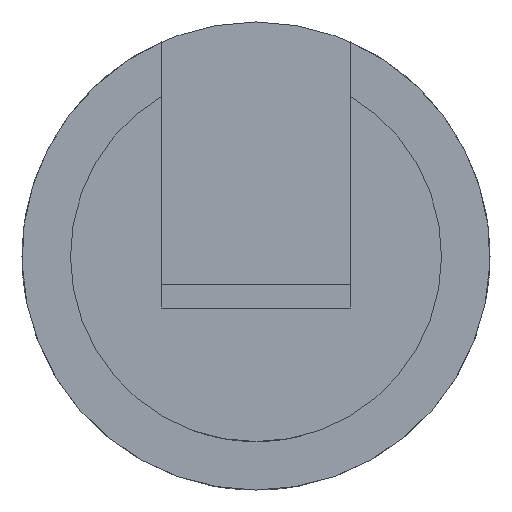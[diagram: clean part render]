
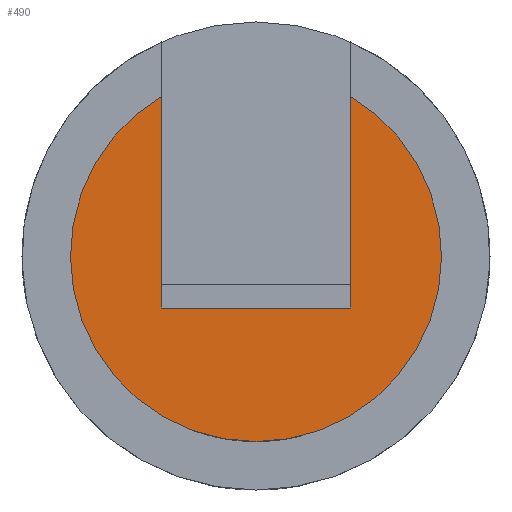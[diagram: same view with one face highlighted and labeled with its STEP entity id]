
A CAD part, front view. The second image highlights one B-rep face of the part: STEP entity #490.
In plain terms, the highlighted planar face has unit normal (0, -1, 0).
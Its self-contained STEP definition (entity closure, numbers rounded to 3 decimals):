
#36=CIRCLE('',#542,1.994);
#108=ORIENTED_EDGE('',*,*,#212,.F.);
#109=ORIENTED_EDGE('',*,*,#227,.F.);
#110=ORIENTED_EDGE('',*,*,#222,.F.);
#111=ORIENTED_EDGE('',*,*,#228,.F.);
#212=EDGE_CURVE('',#272,#273,#312,.T.);
#222=EDGE_CURVE('',#281,#282,#322,.T.);
#227=EDGE_CURVE('',#282,#272,#36,.T.);
#228=EDGE_CURVE('',#273,#281,#327,.T.);
#272=VERTEX_POINT('',#785);
#273=VERTEX_POINT('',#787);
#281=VERTEX_POINT('',#805);
#282=VERTEX_POINT('',#807);
#312=LINE('',#786,#358);
#322=LINE('',#806,#368);
#327=LINE('',#816,#373);
#358=VECTOR('',#620,1000.);
#368=VECTOR('',#632,1000.);
#373=VECTOR('',#643,1000.);
#397=EDGE_LOOP('',(#108,#109,#110,#111));
#435=FACE_BOUND('',#397,.T.);
#469=PLANE('',#541);
#490=ADVANCED_FACE('',(#435),#469,.F.);
#541=AXIS2_PLACEMENT_3D('',#814,#639,#640);
#542=AXIS2_PLACEMENT_3D('',#815,#641,#642);
#620=DIRECTION('',(0.,0.,-1.));
#632=DIRECTION('',(0.,0.,1.));
#639=DIRECTION('',(0.,1.,0.));
#640=DIRECTION('',(0.,0.,1.));
#641=DIRECTION('',(0.,1.,0.));
#642=DIRECTION('',(1.,0.,0.));
#643=DIRECTION('',(1.,0.,0.));
#785=CARTESIAN_POINT('',(-1.016,0.,1.716));
#786=CARTESIAN_POINT('',(-1.016,0.,2.515));
#787=CARTESIAN_POINT('',(-1.016,0.,-0.559));
#805=CARTESIAN_POINT('',(1.016,0.,-0.559));
#806=CARTESIAN_POINT('',(1.016,0.,-0.559));
#807=CARTESIAN_POINT('',(1.016,0.,1.716));
#814=CARTESIAN_POINT('',(0.,0.,0.));
#815=CARTESIAN_POINT('',(0.,0.,0.));
#816=CARTESIAN_POINT('',(-1.016,0.,-0.559));
